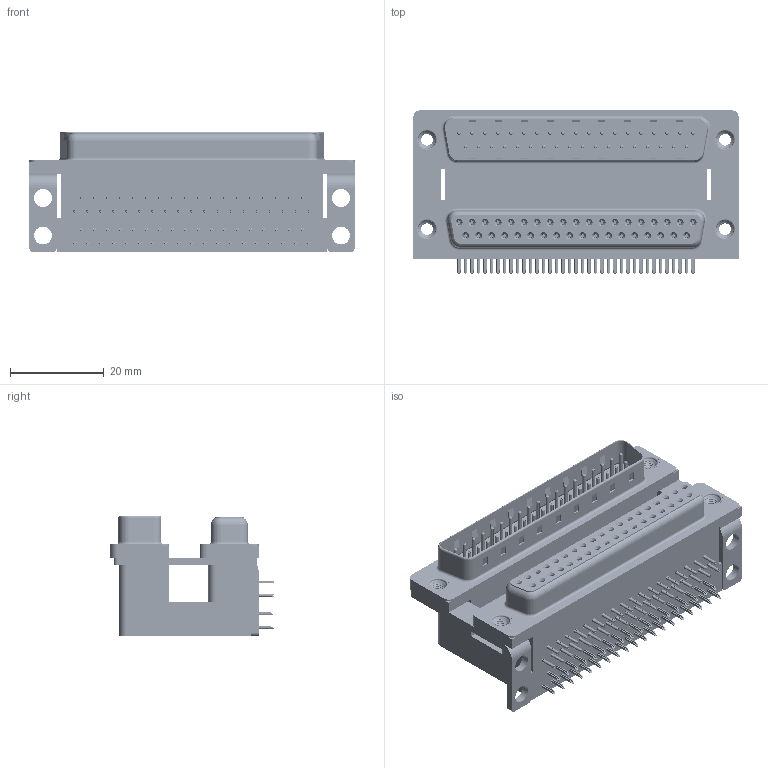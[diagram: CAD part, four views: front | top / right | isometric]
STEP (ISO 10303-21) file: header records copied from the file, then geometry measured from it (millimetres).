
FILE_DESCRIPTION (( 'STEP AP203' ), '1' );
FILE_NAME ('663-037-364-00A.STEP', '2022-06-21T16:09:57', ( '' ), ( '' ), 'SwSTEP 2.0', 'SolidWorks 2020', '' );
FILE_SCHEMA (( 'CONFIG_CONTROL_DESIGN' ));
Length unit declared in the file: millimetre
Products named in the file (12): 663 Contact Bottom Upper_M; 663-037-364-00A; 663 Mounting Bracket_NoneM; 663 Housing Lower_37 Contacts; 663 Contact Top Upper_M; 663 Shell Plug_37 Contacts; 663 Contact Bottom Lower; 663 Contact Top Lower; 663 Threaded Rivet_M3; 663 Housing Upper_37 Contacts M; 663 Shell Receptacle_37 Contacts; 663 Housing Spacer_37 Contacts M
Assembly tree (85 placements, depth 2):
  663-037-364-00A
    663 Housing Lower_37 Contacts
    663 Housing Spacer_37 Contacts M
    663 Housing Upper_37 Contacts M
    663 Shell Receptacle_37 Contacts
    663 Shell Plug_37 Contacts
    663 Contact Bottom Lower  x18
    663 Contact Top Lower  x19
    663 Contact Bottom Upper_M  x18
    663 Contact Top Upper_M  x19
    663 Mounting Bracket_NoneM  x2
    663 Threaded Rivet_M3  x4
Bounding box: 69.32 x 34.78 x 25.6 mm (x, y, z)
Volume: 31191.7 mm3; surface area: 32352.9 mm2
Topology: 85 solids, 85 shells, 8949 faces, 23033 edges, 14373 vertices
Faces by surface type: plane 4741, cylinder 2185, bspline 1272, cone 460, torus 291
Entity records: 67588 total; most frequent: CARTESIAN_POINT 15838, ORIENTED_EDGE 10022, DIRECTION 9658, EDGE_CURVE 5011, LINE 3784, VECTOR 3784, VERTEX_POINT 3231, AXIS2_PLACEMENT_3D 2937
